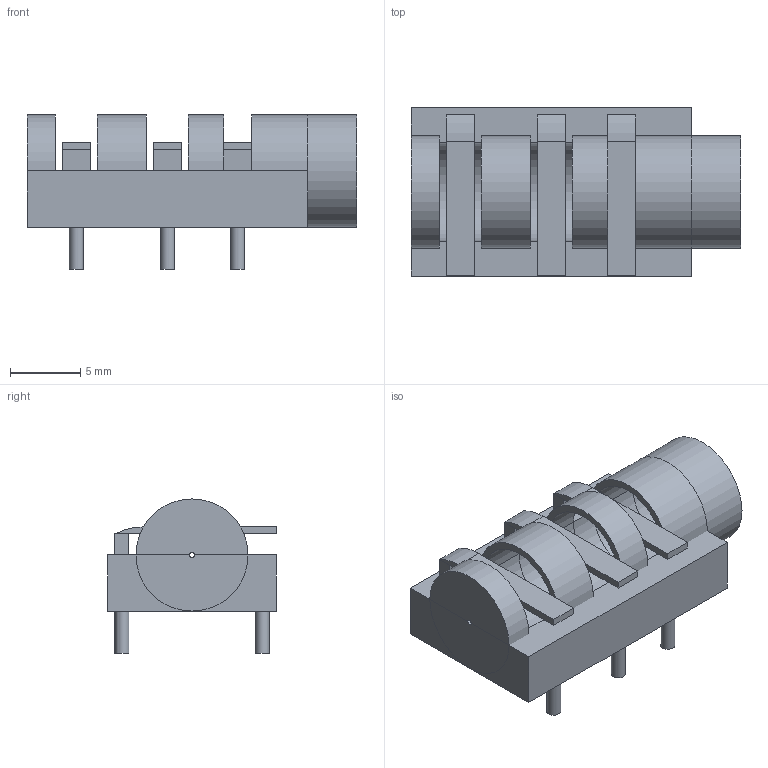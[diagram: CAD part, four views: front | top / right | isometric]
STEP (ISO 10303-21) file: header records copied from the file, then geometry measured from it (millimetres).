
FILE_DESCRIPTION(/* description */ (''),/* implementation_level */ '2;1');
FILE_NAME(/* name */ 'Jack 6.35.step',/* time_stamp */ '2021-05-28T19:11:49+03:00',/* author */ (''),/* organization */ (''),/* preprocessor_version */ 'ST-DEVELOPER v18.1',/* originating_system */ 'Autodesk Translation Framework v10.9.0.1377',/* authorisation */ '');
FILE_SCHEMA (('AUTOMOTIVE_DESIGN { 1 0 10303 214 3 1 1 }'));
Length unit declared in the file: millimetre
Products named in the file (1): (Unsaved)
Bounding box: 23.5 x 12 x 11 mm (x, y, z)
Volume: 888.5 mm3; surface area: 1970.2 mm2
Topology: 18 solids, 18 shells, 83 faces, 141 edges, 94 vertices
Faces by surface type: plane 62, cylinder 19, cone 2
Full cylindrical faces by diameter (mm): 1 x6, 7 x4, 8 x5
Entity records: 2006 total; most frequent: DIRECTION 350, CARTESIAN_POINT 319, ORIENTED_EDGE 282, EDGE_CURVE 141, AXIS2_PLACEMENT_3D 125, LINE 100, VECTOR 100, VERTEX_POINT 94
